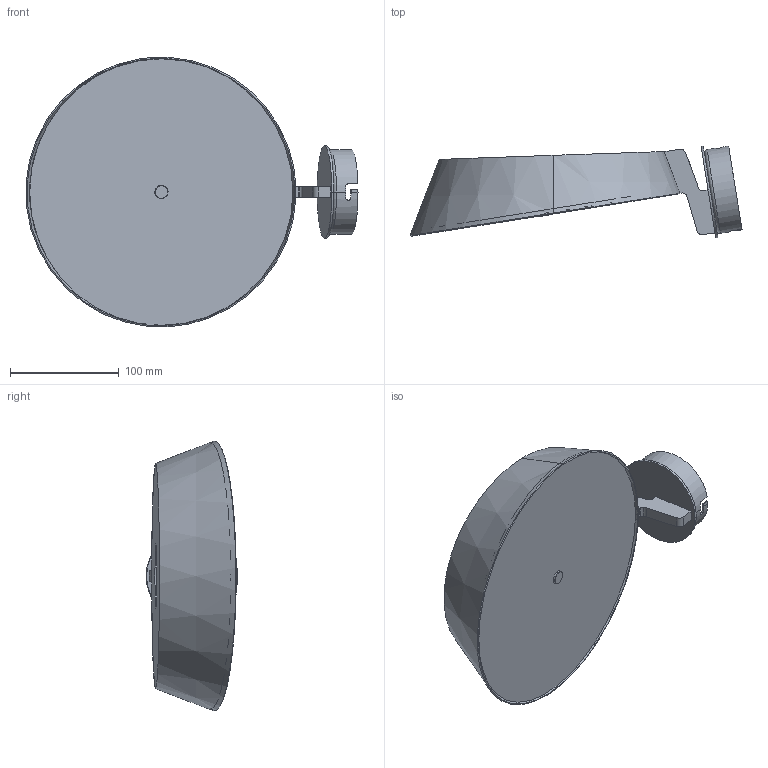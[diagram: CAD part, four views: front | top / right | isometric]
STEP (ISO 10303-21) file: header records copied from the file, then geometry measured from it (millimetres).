
FILE_DESCRIPTION (( 'STEP AP214' ), '1' );
FILE_NAME ('BRIM.STEP', '2023-05-03T05:56:08', ( '' ), ( '' ), 'SwSTEP 2.0', 'SolidWorks 2014', '' );
FILE_SCHEMA (( 'AUTOMOTIVE_DESIGN' ));
Length unit declared in the file: millimetre
Products named in the file (37): dado M3; PAR_007; vite tc m3x16 croce; dado M4; PAR_008; 060PXL_005; BRIM; PAR_010; PAR_011; PAR_014; ASSIEME BLOCCACAVO BISCOTTO; bloccacavo_STEAB_5922; PAR_006; vite_tsp_croce_m4x10; PAR_002_F_141122; vite tcei m4x12
Assembly tree (22 placements, depth 3):
  dado M3
  vite tc m3x16 croce
  dado M4
  dado M4
  dado M4
Bounding box: 305.22 x 84.42 x 247.71 mm (x, y, z)
Volume: 266184.3 mm3; surface area: 283874.7 mm2
Topology: 21 solids, 21 shells, 450 faces, 1077 edges, 687 vertices
Faces by surface type: plane 219, cylinder 157, torus 42, cone 26, bspline 6
Entity records: 12835 total; most frequent: CARTESIAN_POINT 3695, DIRECTION 1754, ORIENTED_EDGE 1624, EDGE_CURVE 812, AXIS2_PLACEMENT_3D 669, VERTEX_POINT 518, VECTOR 416, LINE 416
